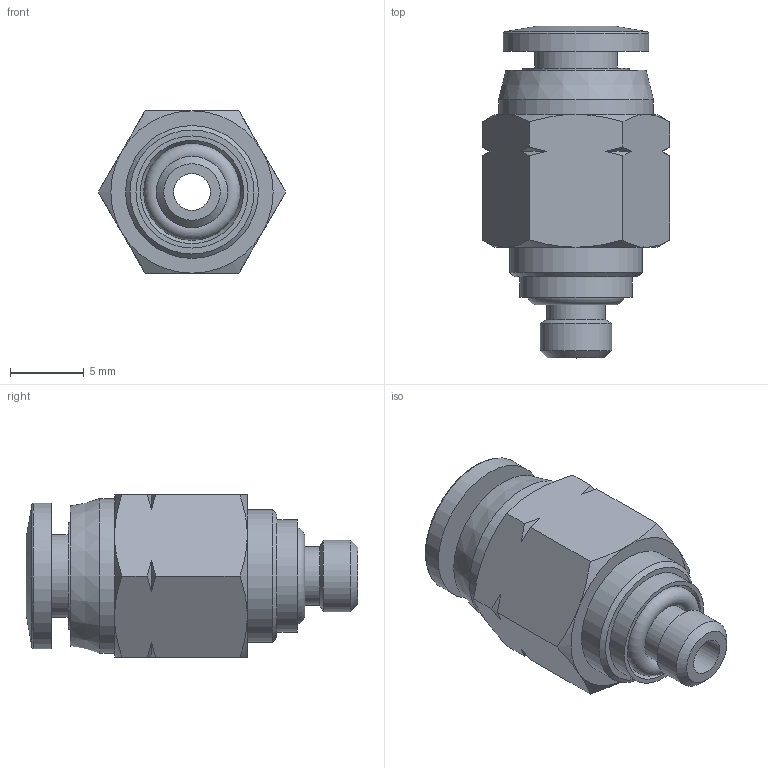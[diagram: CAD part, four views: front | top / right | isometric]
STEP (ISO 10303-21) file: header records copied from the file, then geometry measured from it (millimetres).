
FILE_DESCRIPTION((''),'2;1');
FILE_NAME('CDC Products 3D Ass''PC5-32--U10.stp','2010-05-03T13:35:46',('Microsoft'),(''),'Autodesk Inventor 2008','Autodesk Inventor 2008','');
FILE_SCHEMA(('AUTOMOTIVE_DESIGN { 1 0 10303 214 1 1 1 1 }'));
Length unit declared in the file: millimetre
Products named in the file (1): PC5-32--U10
Bounding box: 12.7 x 22.5 x 11 mm (x, y, z)
Volume: 1339.1 mm3; surface area: 1275.8 mm2
Topology: 2 solids, 2 shells, 63 faces, 135 edges, 81 vertices
Faces by surface type: cone 31, plane 17, cylinder 11, torus 4
Full cylindrical faces by diameter (mm): 2.5 x1, 3.95 x2, 4.3 x1, 4.83 x1, 5.6 x1, 7.2 x1, 7.6 x1, 9 x1, 9.85 x1, 10.5 x1
Entity records: 1532 total; most frequent: CARTESIAN_POINT 348, DIRECTION 240, ORIENTED_EDGE 220, AXIS2_PLACEMENT_3D 114, EDGE_CURVE 110, EDGE_LOOP 96, VERTEX_POINT 78, FACE_OUTER_BOUND 63
